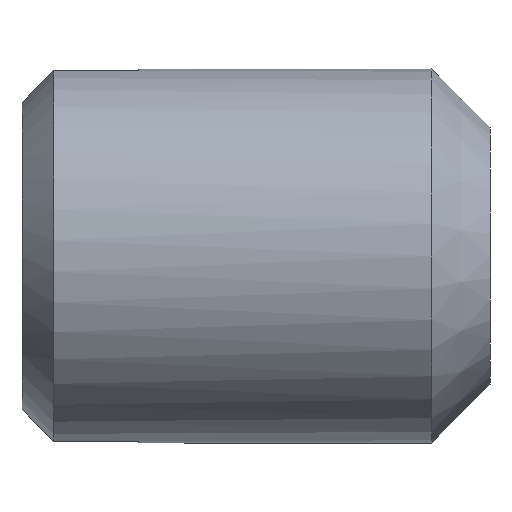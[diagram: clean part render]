
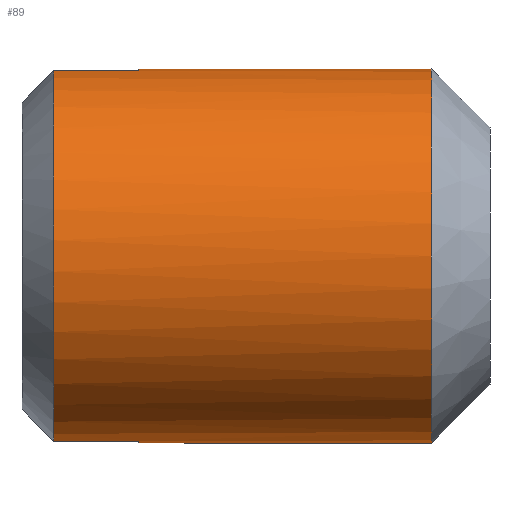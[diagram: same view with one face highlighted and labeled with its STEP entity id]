
A CAD part, front view. The second image highlights one B-rep face of the part: STEP entity #89.
In plain terms, the highlighted cylindrical face has radius 4 mm (diameter 8 mm), a full revolution.
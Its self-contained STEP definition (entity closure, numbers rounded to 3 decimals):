
#89=ADVANCED_FACE('',(#171,#173),#175,.T.);
#171=FACE_OUTER_BOUND('',#172,.T.);
#172=EDGE_LOOP('',(#230));
#173=FACE_BOUND('',#174,.T.);
#174=EDGE_LOOP('',(#231,#232,#233,#234,#235,#236,#237,#238,#239));
#175=CYLINDRICAL_SURFACE('',#176,4.);
#176=AXIS2_PLACEMENT_3D('',#177,#178,#179);
#177=CARTESIAN_POINT('',(0.677,0.,0.));
#178=DIRECTION('',(1.,0.,0.));
#179=DIRECTION('',(0.,1.,0.));
#230=ORIENTED_EDGE('',*,*,#270,.F.);
#231=ORIENTED_EDGE('',*,*,#271,.T.);
#232=ORIENTED_EDGE('',*,*,#272,.T.);
#233=ORIENTED_EDGE('',*,*,#268,.T.);
#234=ORIENTED_EDGE('',*,*,#273,.T.);
#235=ORIENTED_EDGE('',*,*,#274,.T.);
#236=ORIENTED_EDGE('',*,*,#275,.T.);
#237=ORIENTED_EDGE('',*,*,#265,.T.);
#238=ORIENTED_EDGE('',*,*,#264,.T.);
#239=ORIENTED_EDGE('',*,*,#276,.T.);
#264=EDGE_CURVE('',#290,#288,#291,.T.);
#265=EDGE_CURVE('',#292,#290,#293,.T.);
#268=EDGE_CURVE('',#297,#295,#298,.T.);
#270=EDGE_CURVE('',#300,#300,#301,.T.);
#271=EDGE_CURVE('',#302,#303,#304,.T.);
#272=EDGE_CURVE('',#303,#297,#305,.F.);
#273=EDGE_CURVE('',#295,#306,#307,.T.);
#274=EDGE_CURVE('',#306,#308,#309,.T.);
#275=EDGE_CURVE('',#308,#292,#310,.F.);
#276=EDGE_CURVE('',#288,#302,#311,.T.);
#288=VERTEX_POINT('',#334);
#290=VERTEX_POINT('',#341);
#291=CIRCLE('',#342,4.);
#292=VERTEX_POINT('',#346);
#293=CIRCLE('',#347,4.);
#295=VERTEX_POINT('',#357);
#297=VERTEX_POINT('',#364);
#298=CIRCLE('',#365,4.);
#300=VERTEX_POINT('',#375);
#301=CIRCLE('',#376,4.);
#302=VERTEX_POINT('',#380);
#303=VERTEX_POINT('',#381);
#304=CIRCLE('',#382,4.);
#305=LINE('',#386,#387);
#306=VERTEX_POINT('',#389);
#307=LINE('',#390,#391);
#308=VERTEX_POINT('',#393);
#309=CIRCLE('',#394,4.);
#310=LINE('',#398,#399);
#311=LINE('',#401,#402);
#334=CARTESIAN_POINT('',(0.677,0.6,3.955));
#341=CARTESIAN_POINT('',(0.677,4.,0.));
#342=AXIS2_PLACEMENT_3D('',#343,#344,#345);
#343=CARTESIAN_POINT('',(0.677,0.,0.));
#344=DIRECTION('',(1.,0.,0.));
#345=DIRECTION('',(0.,1.,0.));
#346=CARTESIAN_POINT('',(0.677,0.6,-3.955));
#347=AXIS2_PLACEMENT_3D('',#348,#349,#350);
#348=CARTESIAN_POINT('',(0.677,0.,0.));
#349=DIRECTION('',(1.,0.,0.));
#350=DIRECTION('',(0.,0.15,-0.989));
#357=CARTESIAN_POINT('',(0.677,-0.6,-3.955));
#364=CARTESIAN_POINT('',(0.677,-0.6,3.955));
#365=AXIS2_PLACEMENT_3D('',#366,#367,#368);
#366=CARTESIAN_POINT('',(0.677,0.,0.));
#367=DIRECTION('',(1.,0.,0.));
#368=DIRECTION('',(0.,-0.15,0.989));
#375=CARTESIAN_POINT('',(8.75,4.,0.));
#376=AXIS2_PLACEMENT_3D('',#377,#378,#379);
#377=CARTESIAN_POINT('',(8.75,0.,0.));
#378=DIRECTION('',(1.,0.,0.));
#379=DIRECTION('',(0.,1.,0.));
#380=CARTESIAN_POINT('',(2.5,0.6,3.955));
#381=CARTESIAN_POINT('',(2.5,-0.6,3.955));
#382=AXIS2_PLACEMENT_3D('',#383,#384,#385);
#383=CARTESIAN_POINT('',(2.5,0.,0.));
#384=DIRECTION('',(1.,0.,-0.));
#385=DIRECTION('',(0.,0.15,0.989));
#386=CARTESIAN_POINT('',(0.677,-0.6,3.955));
#387=VECTOR('',#388,1.);
#388=DIRECTION('',(1.,0.,0.));
#389=CARTESIAN_POINT('',(2.5,-0.6,-3.955));
#390=CARTESIAN_POINT('',(0.677,-0.6,-3.955));
#391=VECTOR('',#392,1.);
#392=DIRECTION('',(1.,0.,0.));
#393=CARTESIAN_POINT('',(2.5,0.6,-3.955));
#394=AXIS2_PLACEMENT_3D('',#395,#396,#397);
#395=CARTESIAN_POINT('',(2.5,0.,0.));
#396=DIRECTION('',(1.,0.,0.));
#397=DIRECTION('',(0.,-0.15,-0.989));
#398=CARTESIAN_POINT('',(0.677,0.6,-3.955));
#399=VECTOR('',#400,1.);
#400=DIRECTION('',(1.,0.,0.));
#401=CARTESIAN_POINT('',(0.677,0.6,3.955));
#402=VECTOR('',#403,1.);
#403=DIRECTION('',(1.,0.,0.));
